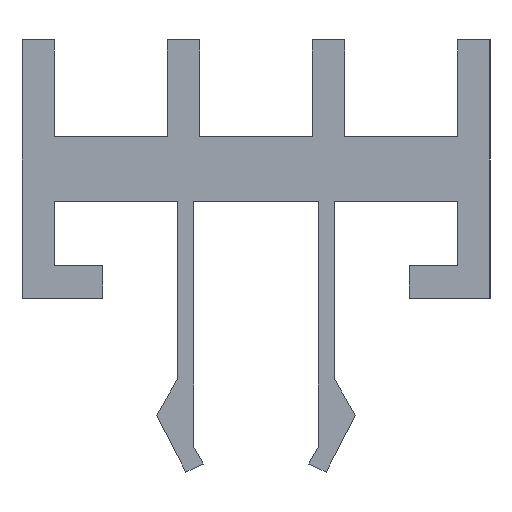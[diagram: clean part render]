
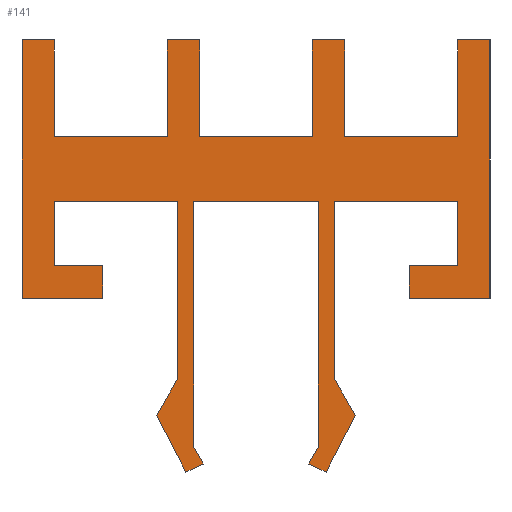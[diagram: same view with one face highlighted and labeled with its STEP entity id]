
A CAD part, left-side view. The second image highlights one B-rep face of the part: STEP entity #141.
In plain terms, the highlighted planar face has unit normal (-1, 0, 0).
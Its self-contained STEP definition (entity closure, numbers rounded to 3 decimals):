
#141=ADVANCED_FACE('',(#277),#278,.T.);
#277=FACE_OUTER_BOUND('',#405,.T.);
#278=PLANE('',#406);
#405=EDGE_LOOP('',(#717,#718,#719,#720,#721,#722,#723,#724,#725,#726,#727,#728,#729,#730,#731,#732,#733,#734,#735,#736,#737,#738,#739,#740,#741,#742,#743,#744,#745,#746,#747,#748,#749,#750,#751,#752,#753,#754));
#406=AXIS2_PLACEMENT_3D('',#755,#756,#757);
#717=ORIENTED_EDGE('',*,*,#952,.F.);
#718=ORIENTED_EDGE('',*,*,#804,.F.);
#719=ORIENTED_EDGE('',*,*,#809,.F.);
#720=ORIENTED_EDGE('',*,*,#813,.F.);
#721=ORIENTED_EDGE('',*,*,#817,.F.);
#722=ORIENTED_EDGE('',*,*,#821,.F.);
#723=ORIENTED_EDGE('',*,*,#825,.F.);
#724=ORIENTED_EDGE('',*,*,#829,.F.);
#725=ORIENTED_EDGE('',*,*,#833,.F.);
#726=ORIENTED_EDGE('',*,*,#837,.F.);
#727=ORIENTED_EDGE('',*,*,#841,.F.);
#728=ORIENTED_EDGE('',*,*,#845,.F.);
#729=ORIENTED_EDGE('',*,*,#849,.F.);
#730=ORIENTED_EDGE('',*,*,#853,.F.);
#731=ORIENTED_EDGE('',*,*,#857,.F.);
#732=ORIENTED_EDGE('',*,*,#861,.F.);
#733=ORIENTED_EDGE('',*,*,#865,.F.);
#734=ORIENTED_EDGE('',*,*,#869,.F.);
#735=ORIENTED_EDGE('',*,*,#873,.F.);
#736=ORIENTED_EDGE('',*,*,#877,.F.);
#737=ORIENTED_EDGE('',*,*,#881,.F.);
#738=ORIENTED_EDGE('',*,*,#885,.F.);
#739=ORIENTED_EDGE('',*,*,#889,.F.);
#740=ORIENTED_EDGE('',*,*,#893,.F.);
#741=ORIENTED_EDGE('',*,*,#897,.F.);
#742=ORIENTED_EDGE('',*,*,#901,.F.);
#743=ORIENTED_EDGE('',*,*,#905,.F.);
#744=ORIENTED_EDGE('',*,*,#909,.F.);
#745=ORIENTED_EDGE('',*,*,#913,.F.);
#746=ORIENTED_EDGE('',*,*,#917,.F.);
#747=ORIENTED_EDGE('',*,*,#921,.F.);
#748=ORIENTED_EDGE('',*,*,#925,.F.);
#749=ORIENTED_EDGE('',*,*,#929,.F.);
#750=ORIENTED_EDGE('',*,*,#933,.F.);
#751=ORIENTED_EDGE('',*,*,#937,.F.);
#752=ORIENTED_EDGE('',*,*,#941,.F.);
#753=ORIENTED_EDGE('',*,*,#945,.F.);
#754=ORIENTED_EDGE('',*,*,#949,.F.);
#755=CARTESIAN_POINT('',(0.0,0.,4.84));
#756=DIRECTION('',(-1.0,0.0,0.0));
#757=DIRECTION('',(0.0,-1.0,0.0));
#804=EDGE_CURVE('',#960,#962,#963,.T.);
#809=EDGE_CURVE('',#968,#960,#970,.T.);
#813=EDGE_CURVE('',#974,#968,#976,.T.);
#817=EDGE_CURVE('',#980,#974,#982,.T.);
#821=EDGE_CURVE('',#986,#980,#988,.T.);
#825=EDGE_CURVE('',#992,#986,#994,.T.);
#829=EDGE_CURVE('',#998,#992,#1000,.T.);
#833=EDGE_CURVE('',#1004,#998,#1006,.T.);
#837=EDGE_CURVE('',#1010,#1004,#1012,.T.);
#841=EDGE_CURVE('',#1016,#1010,#1018,.T.);
#845=EDGE_CURVE('',#1022,#1016,#1024,.T.);
#849=EDGE_CURVE('',#1028,#1022,#1030,.T.);
#853=EDGE_CURVE('',#1034,#1028,#1036,.T.);
#857=EDGE_CURVE('',#1040,#1034,#1042,.T.);
#861=EDGE_CURVE('',#1046,#1040,#1048,.T.);
#865=EDGE_CURVE('',#1052,#1046,#1054,.T.);
#869=EDGE_CURVE('',#1058,#1052,#1060,.T.);
#873=EDGE_CURVE('',#1064,#1058,#1066,.T.);
#877=EDGE_CURVE('',#1070,#1064,#1072,.T.);
#881=EDGE_CURVE('',#1076,#1070,#1078,.T.);
#885=EDGE_CURVE('',#1082,#1076,#1084,.T.);
#889=EDGE_CURVE('',#1088,#1082,#1090,.T.);
#893=EDGE_CURVE('',#1094,#1088,#1096,.T.);
#897=EDGE_CURVE('',#1100,#1094,#1102,.T.);
#901=EDGE_CURVE('',#1106,#1100,#1108,.T.);
#905=EDGE_CURVE('',#1112,#1106,#1114,.T.);
#909=EDGE_CURVE('',#1118,#1112,#1120,.T.);
#913=EDGE_CURVE('',#1124,#1118,#1126,.T.);
#917=EDGE_CURVE('',#1130,#1124,#1132,.T.);
#921=EDGE_CURVE('',#1136,#1130,#1138,.T.);
#925=EDGE_CURVE('',#1142,#1136,#1144,.T.);
#929=EDGE_CURVE('',#1148,#1142,#1150,.T.);
#933=EDGE_CURVE('',#1154,#1148,#1156,.T.);
#937=EDGE_CURVE('',#1160,#1154,#1162,.T.);
#941=EDGE_CURVE('',#1166,#1160,#1168,.T.);
#945=EDGE_CURVE('',#1172,#1166,#1174,.T.);
#949=EDGE_CURVE('',#1178,#1172,#1180,.T.);
#952=EDGE_CURVE('',#962,#1178,#1183,.T.);
#960=VERTEX_POINT('',#1192);
#962=VERTEX_POINT('',#1195);
#963=LINE('',#1196,#1197);
#968=VERTEX_POINT('',#1204);
#970=LINE('',#1207,#1208);
#974=VERTEX_POINT('',#1213);
#976=LINE('',#1216,#1217);
#980=VERTEX_POINT('',#1222);
#982=LINE('',#1225,#1226);
#986=VERTEX_POINT('',#1231);
#988=LINE('',#1234,#1235);
#992=VERTEX_POINT('',#1240);
#994=LINE('',#1243,#1244);
#998=VERTEX_POINT('',#1249);
#1000=LINE('',#1252,#1253);
#1004=VERTEX_POINT('',#1258);
#1006=LINE('',#1261,#1262);
#1010=VERTEX_POINT('',#1267);
#1012=LINE('',#1270,#1271);
#1016=VERTEX_POINT('',#1276);
#1018=LINE('',#1279,#1280);
#1022=VERTEX_POINT('',#1285);
#1024=LINE('',#1288,#1289);
#1028=VERTEX_POINT('',#1294);
#1030=LINE('',#1297,#1298);
#1034=VERTEX_POINT('',#1303);
#1036=LINE('',#1306,#1307);
#1040=VERTEX_POINT('',#1312);
#1042=LINE('',#1315,#1316);
#1046=VERTEX_POINT('',#1321);
#1048=LINE('',#1324,#1325);
#1052=VERTEX_POINT('',#1330);
#1054=LINE('',#1333,#1334);
#1058=VERTEX_POINT('',#1339);
#1060=LINE('',#1342,#1343);
#1064=VERTEX_POINT('',#1348);
#1066=LINE('',#1351,#1352);
#1070=VERTEX_POINT('',#1357);
#1072=LINE('',#1360,#1361);
#1076=VERTEX_POINT('',#1366);
#1078=LINE('',#1369,#1370);
#1082=VERTEX_POINT('',#1375);
#1084=LINE('',#1378,#1379);
#1088=VERTEX_POINT('',#1384);
#1090=LINE('',#1387,#1388);
#1094=VERTEX_POINT('',#1393);
#1096=LINE('',#1396,#1397);
#1100=VERTEX_POINT('',#1402);
#1102=LINE('',#1405,#1406);
#1106=VERTEX_POINT('',#1411);
#1108=LINE('',#1414,#1415);
#1112=VERTEX_POINT('',#1420);
#1114=LINE('',#1423,#1424);
#1118=VERTEX_POINT('',#1429);
#1120=LINE('',#1432,#1433);
#1124=VERTEX_POINT('',#1438);
#1126=LINE('',#1441,#1442);
#1130=VERTEX_POINT('',#1447);
#1132=LINE('',#1450,#1451);
#1136=VERTEX_POINT('',#1456);
#1138=LINE('',#1459,#1460);
#1142=VERTEX_POINT('',#1465);
#1144=LINE('',#1468,#1469);
#1148=VERTEX_POINT('',#1474);
#1150=LINE('',#1477,#1478);
#1154=VERTEX_POINT('',#1483);
#1156=LINE('',#1486,#1487);
#1160=VERTEX_POINT('',#1492);
#1162=LINE('',#1495,#1496);
#1166=VERTEX_POINT('',#1501);
#1168=LINE('',#1504,#1505);
#1172=VERTEX_POINT('',#1510);
#1174=LINE('',#1513,#1514);
#1178=VERTEX_POINT('',#1519);
#1180=LINE('',#1522,#1523);
#1183=LINE('',#1527,#1528);
#1192=CARTESIAN_POINT('',(0.0,6.159,-7.267));
#1195=CARTESIAN_POINT('',(0.0,4.85,-5.0));
#1196=CARTESIAN_POINT('',(0.0,6.159,-7.267));
#1197=VECTOR('',#1534,1.0);
#1204=CARTESIAN_POINT('',(0.0,4.346,-10.781));
#1207=CARTESIAN_POINT('',(0.0,4.346,-10.781));
#1208=VECTOR('',#1538,1.0);
#1213=CARTESIAN_POINT('',(0.0,3.25,-10.281));
#1216=CARTESIAN_POINT('',(0.0,3.25,-10.281));
#1217=VECTOR('',#1541,1.0);
#1222=CARTESIAN_POINT('',(0.0,3.85,-9.241));
#1225=CARTESIAN_POINT('',(0.0,3.85,-9.241));
#1226=VECTOR('',#1544,1.0);
#1231=CARTESIAN_POINT('',(0.0,3.85,6.));
#1234=CARTESIAN_POINT('',(0.0,3.85,6.));
#1235=VECTOR('',#1547,1.0);
#1240=CARTESIAN_POINT('',(0.0,-3.85,6.));
#1243=CARTESIAN_POINT('',(0.0,-3.85,6.));
#1244=VECTOR('',#1550,1.0);
#1249=CARTESIAN_POINT('',(0.0,-3.85,-9.241));
#1252=CARTESIAN_POINT('',(0.0,-3.85,-9.241));
#1253=VECTOR('',#1553,1.0);
#1258=CARTESIAN_POINT('',(0.0,-3.25,-10.281));
#1261=CARTESIAN_POINT('',(0.0,-3.25,-10.281));
#1262=VECTOR('',#1556,1.0);
#1267=CARTESIAN_POINT('',(0.0,-4.346,-10.781));
#1270=CARTESIAN_POINT('',(0.0,-4.346,-10.781));
#1271=VECTOR('',#1559,1.0);
#1276=CARTESIAN_POINT('',(0.0,-6.159,-7.267));
#1279=CARTESIAN_POINT('',(0.0,-6.159,-7.267));
#1280=VECTOR('',#1562,1.0);
#1285=CARTESIAN_POINT('',(0.0,-4.85,-5.0));
#1288=CARTESIAN_POINT('',(0.0,-4.85,-5.0));
#1289=VECTOR('',#1565,1.0);
#1294=CARTESIAN_POINT('',(0.0,-4.85,6.0));
#1297=CARTESIAN_POINT('',(0.0,-4.85,6.0));
#1298=VECTOR('',#1568,1.0);
#1303=CARTESIAN_POINT('',(0.0,-12.5,6.0));
#1306=CARTESIAN_POINT('',(0.0,-12.5,6.0));
#1307=VECTOR('',#1571,1.0);
#1312=CARTESIAN_POINT('',(0.0,-12.5,2.0));
#1315=CARTESIAN_POINT('',(0.0,-12.5,2.0));
#1316=VECTOR('',#1574,1.0);
#1321=CARTESIAN_POINT('',(0.0,-9.5,2.0));
#1324=CARTESIAN_POINT('',(0.0,-9.5,2.0));
#1325=VECTOR('',#1577,1.0);
#1330=CARTESIAN_POINT('',(0.0,-9.5,0.0));
#1333=CARTESIAN_POINT('',(0.0,-9.5,0.0));
#1334=VECTOR('',#1580,1.0);
#1339=CARTESIAN_POINT('',(0.0,-14.5,0.0));
#1342=CARTESIAN_POINT('',(0.0,-14.5,0.0));
#1343=VECTOR('',#1583,1.0);
#1348=CARTESIAN_POINT('',(0.0,-14.5,16.0));
#1351=CARTESIAN_POINT('',(0.0,-14.5,16.0));
#1352=VECTOR('',#1586,1.0);
#1357=CARTESIAN_POINT('',(0.0,-12.5,16.0));
#1360=CARTESIAN_POINT('',(0.0,-12.5,16.0));
#1361=VECTOR('',#1589,1.0);
#1366=CARTESIAN_POINT('',(0.0,-12.5,9.999));
#1369=CARTESIAN_POINT('',(0.0,-12.5,9.999));
#1370=VECTOR('',#1592,1.0);
#1375=CARTESIAN_POINT('',(0.0,-5.5,9.999));
#1378=CARTESIAN_POINT('',(0.0,-5.5,9.999));
#1379=VECTOR('',#1595,1.0);
#1384=CARTESIAN_POINT('',(0.0,-5.5,16.0));
#1387=CARTESIAN_POINT('',(0.0,-5.5,16.0));
#1388=VECTOR('',#1598,1.0);
#1393=CARTESIAN_POINT('',(0.0,-3.5,16.0));
#1396=CARTESIAN_POINT('',(0.0,-3.5,16.0));
#1397=VECTOR('',#1601,1.0);
#1402=CARTESIAN_POINT('',(0.0,-3.5,9.999));
#1405=CARTESIAN_POINT('',(0.0,-3.5,9.999));
#1406=VECTOR('',#1604,1.0);
#1411=CARTESIAN_POINT('',(0.0,3.5,9.999));
#1414=CARTESIAN_POINT('',(0.0,3.5,9.999));
#1415=VECTOR('',#1607,1.0);
#1420=CARTESIAN_POINT('',(0.0,3.5,16.0));
#1423=CARTESIAN_POINT('',(0.0,3.5,16.0));
#1424=VECTOR('',#1610,1.0);
#1429=CARTESIAN_POINT('',(0.0,5.5,16.0));
#1432=CARTESIAN_POINT('',(0.0,5.5,16.0));
#1433=VECTOR('',#1613,1.0);
#1438=CARTESIAN_POINT('',(0.0,5.5,9.999));
#1441=CARTESIAN_POINT('',(0.0,5.5,9.999));
#1442=VECTOR('',#1616,1.0);
#1447=CARTESIAN_POINT('',(0.0,12.5,9.999));
#1450=CARTESIAN_POINT('',(0.0,12.5,9.999));
#1451=VECTOR('',#1619,1.0);
#1456=CARTESIAN_POINT('',(0.0,12.5,16.0));
#1459=CARTESIAN_POINT('',(0.0,12.5,16.0));
#1460=VECTOR('',#1622,1.0);
#1465=CARTESIAN_POINT('',(0.0,14.5,16.0));
#1468=CARTESIAN_POINT('',(0.0,14.5,16.0));
#1469=VECTOR('',#1625,1.0);
#1474=CARTESIAN_POINT('',(0.0,14.5,0.0));
#1477=CARTESIAN_POINT('',(0.0,14.5,0.0));
#1478=VECTOR('',#1628,1.0);
#1483=CARTESIAN_POINT('',(0.0,9.5,0.0));
#1486=CARTESIAN_POINT('',(0.0,9.5,0.0));
#1487=VECTOR('',#1631,1.0);
#1492=CARTESIAN_POINT('',(0.0,9.5,2.0));
#1495=CARTESIAN_POINT('',(0.0,9.5,2.0));
#1496=VECTOR('',#1634,1.0);
#1501=CARTESIAN_POINT('',(0.0,12.5,2.0));
#1504=CARTESIAN_POINT('',(0.0,12.5,2.0));
#1505=VECTOR('',#1637,1.0);
#1510=CARTESIAN_POINT('',(0.0,12.5,6.0));
#1513=CARTESIAN_POINT('',(0.0,12.5,6.0));
#1514=VECTOR('',#1640,1.0);
#1519=CARTESIAN_POINT('',(0.0,4.85,6.0));
#1522=CARTESIAN_POINT('',(0.0,4.85,6.0));
#1523=VECTOR('',#1643,1.0);
#1527=CARTESIAN_POINT('',(0.0,4.85,-5.0));
#1528=VECTOR('',#1645,1.0);
#1534=DIRECTION('',(0.0,-0.5,0.866));
#1538=DIRECTION('',(0.0,0.459,0.889));
#1541=DIRECTION('',(-0.0,0.91,-0.416));
#1544=DIRECTION('',(0.0,-0.5,-0.866));
#1547=DIRECTION('',(0.0,0.0,-1.0));
#1550=DIRECTION('',(0.0,1.0,0.0));
#1553=DIRECTION('',(0.0,0.0,1.0));
#1556=DIRECTION('',(0.0,-0.5,0.866));
#1559=DIRECTION('',(0.0,0.91,0.416));
#1562=DIRECTION('',(-0.0,0.459,-0.889));
#1565=DIRECTION('',(0.0,-0.5,-0.866));
#1568=DIRECTION('',(0.0,0.0,-1.0));
#1571=DIRECTION('',(0.0,1.0,0.0));
#1574=DIRECTION('',(0.0,0.0,1.0));
#1577=DIRECTION('',(0.0,-1.0,0.0));
#1580=DIRECTION('',(0.0,0.0,1.0));
#1583=DIRECTION('',(0.0,1.0,0.0));
#1586=DIRECTION('',(0.0,0.0,-1.0));
#1589=DIRECTION('',(0.0,-1.0,0.0));
#1592=DIRECTION('',(0.0,0.0,1.0));
#1595=DIRECTION('',(0.0,-1.0,0.0));
#1598=DIRECTION('',(0.0,0.0,-1.0));
#1601=DIRECTION('',(0.0,-1.0,0.0));
#1604=DIRECTION('',(0.0,0.0,1.0));
#1607=DIRECTION('',(0.0,-1.0,0.0));
#1610=DIRECTION('',(0.0,0.0,-1.0));
#1613=DIRECTION('',(0.0,-1.0,0.0));
#1616=DIRECTION('',(0.0,0.0,1.0));
#1619=DIRECTION('',(0.0,-1.0,0.0));
#1622=DIRECTION('',(0.0,0.0,-1.0));
#1625=DIRECTION('',(0.0,-1.0,0.0));
#1628=DIRECTION('',(0.0,0.0,1.0));
#1631=DIRECTION('',(0.0,1.0,0.0));
#1634=DIRECTION('',(0.0,0.0,-1.0));
#1637=DIRECTION('',(0.0,-1.0,0.0));
#1640=DIRECTION('',(0.0,0.0,-1.0));
#1643=DIRECTION('',(0.0,1.0,0.0));
#1645=DIRECTION('',(0.0,0.0,1.0));
